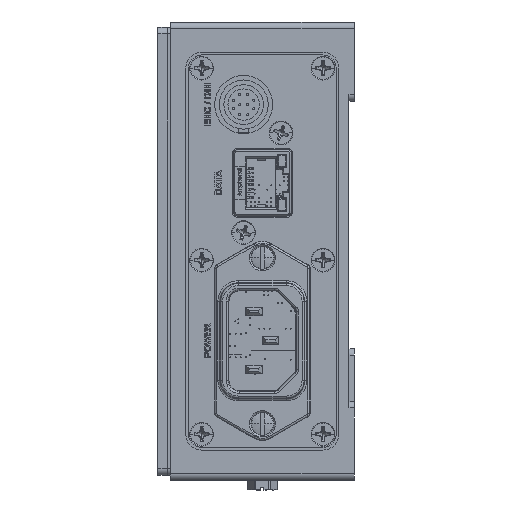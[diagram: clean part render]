
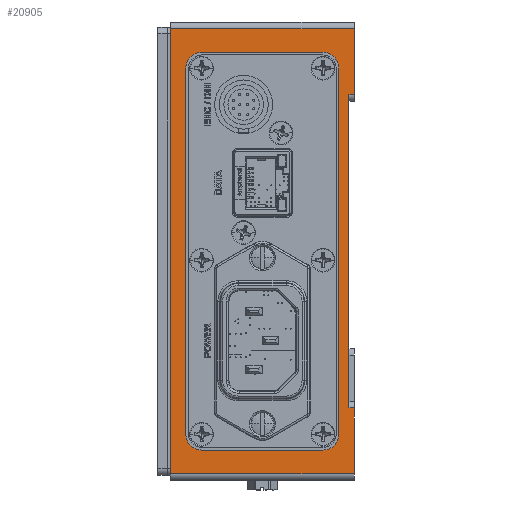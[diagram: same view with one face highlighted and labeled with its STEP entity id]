
A CAD part, left-side view. The second image highlights one B-rep face of the part: STEP entity #20905.
In plain terms, the highlighted planar face has unit normal (-1, 0, 0).
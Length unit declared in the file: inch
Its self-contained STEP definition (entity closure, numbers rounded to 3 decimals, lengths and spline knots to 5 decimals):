
#839 = LINE ( 'NONE', #4449, #14123 ) ;
#903 = CARTESIAN_POINT ( 'NONE',  ( -6.5, -1.44595, -1.4225 ) ) ;
#1137 = ORIENTED_EDGE ( 'NONE', *, *, #65463, .F. ) ;
#1392 = ORIENTED_EDGE ( 'NONE', *, *, #43592, .F. ) ;
#1959 = VERTEX_POINT ( 'NONE', #20783 ) ;
#2086 = CARTESIAN_POINT ( 'NONE',  ( -6.5, -1.44595, 2.1725 ) ) ;
#3063 = VERTEX_POINT ( 'NONE', #16858 ) ;
#3153 = DIRECTION ( 'NONE',  ( 0., 0., -1. ) ) ;
#3320 = AXIS2_PLACEMENT_3D ( 'NONE', #64127, #52931, #19052 ) ;
#4449 = CARTESIAN_POINT ( 'NONE',  ( -6.5, -1.29995, -1.0475 ) ) ;
#5078 = VECTOR ( 'NONE', #39387, 39.37008 ) ;
#5231 = EDGE_CURVE ( 'NONE', #67934, #1959, #7430, .T. ) ;
#5888 = CARTESIAN_POINT ( 'NONE',  ( -6.5, 0.15005, -1.0475 ) ) ;
#6437 = LINE ( 'NONE', #64345, #38307 ) ;
#6483 = VECTOR ( 'NONE', #12328, 39.37008 ) ;
#6997 = DIRECTION ( 'NONE',  ( -1., 0., 0. ) ) ;
#7430 = LINE ( 'NONE', #61340, #35787 ) ;
#7743 = CARTESIAN_POINT ( 'NONE',  ( -6.5, -1.29995, 2.4225 ) ) ;
#7776 = DIRECTION ( 'NONE',  ( 0., 0., -1. ) ) ;
#7959 = DIRECTION ( 'NONE',  ( -1., 0., 0. ) ) ;
#10321 = DIRECTION ( 'NONE',  ( 0., 1., 0. ) ) ;
#10612 = LINE ( 'NONE', #48460, #38942 ) ;
#10988 = EDGE_CURVE ( 'NONE', #45646, #14878, #46974, .T. ) ;
#11263 = CARTESIAN_POINT ( 'NONE',  ( -6.5, 0.15005, -1.0475 ) ) ;
#11568 = DIRECTION ( 'NONE',  ( 0., 0., 1. ) ) ;
#11906 = AXIS2_PLACEMENT_3D ( 'NONE', #60986, #27020, #66707 ) ;
#11930 = CIRCLE ( 'NONE', #24913, 0.15 ) ;
#12328 = DIRECTION ( 'NONE',  ( 0., 0., 1. ) ) ;
#13032 = CARTESIAN_POINT ( 'NONE',  ( -6.5, 0.29605, -1.4225 ) ) ;
#13481 = ORIENTED_EDGE ( 'NONE', *, *, #47475, .F. ) ;
#14123 = VECTOR ( 'NONE', #67130, 39.37008 ) ;
#14203 = CARTESIAN_POINT ( 'NONE',  ( -6.5, -1.14995, -1.0475 ) ) ;
#14334 = FACE_BOUND ( 'NONE', #50674, .T. ) ;
#14878 = VERTEX_POINT ( 'NONE', #903 ) ;
#15327 = CARTESIAN_POINT ( 'NONE',  ( -6.5, 0.00005, 2.5725 ) ) ;
#15539 = ORIENTED_EDGE ( 'NONE', *, *, #21624, .F. ) ;
#16858 = CARTESIAN_POINT ( 'NONE',  ( -6.5, -1.39595, 2.1725 ) ) ;
#17307 = CARTESIAN_POINT ( 'NONE',  ( -6.5, -1.39595, -1.4225 ) ) ;
#19052 = DIRECTION ( 'NONE',  ( 0., 0., -1. ) ) ;
#19387 = CARTESIAN_POINT ( 'NONE',  ( -6.5, -1.14995, 2.5725 ) ) ;
#19911 = DIRECTION ( 'NONE',  ( 0., 0., 1. ) ) ;
#20161 = ORIENTED_EDGE ( 'NONE', *, *, #10988, .T. ) ;
#20195 = LINE ( 'NONE', #73406, #5078 ) ;
#20783 = CARTESIAN_POINT ( 'NONE',  ( -6.5, -1.39595, -0.7975 ) ) ;
#20905 = ADVANCED_FACE ( 'NONE', ( #14334, #32885 ), #41514, .F. ) ;
#21554 = LINE ( 'NONE', #68795, #6483 ) ;
#21624 = EDGE_CURVE ( 'NONE', #25159, #69989, #47113, .T. ) ;
#23316 = CARTESIAN_POINT ( 'NONE',  ( -6.5, -1.44595, 2.1725 ) ) ;
#24313 = LINE ( 'NONE', #63147, #52646 ) ;
#24791 = CARTESIAN_POINT ( 'NONE',  ( -6.5, -1.29995, -1.0475 ) ) ;
#24913 = AXIS2_PLACEMENT_3D ( 'NONE', #41850, #7959, #47591 ) ;
#25159 = VERTEX_POINT ( 'NONE', #7743 ) ;
#25910 = LINE ( 'NONE', #23316, #56053 ) ;
#26651 = CARTESIAN_POINT ( 'NONE',  ( -6.5, -1.44595, 2.1725 ) ) ;
#27020 = DIRECTION ( 'NONE',  ( -1., 0., 0. ) ) ;
#27708 = VECTOR ( 'NONE', #11568, 39.37008 ) ;
#28228 = CARTESIAN_POINT ( 'NONE',  ( -6.5, -1.44595, -0.7975 ) ) ;
#29066 = VERTEX_POINT ( 'NONE', #15327 ) ;
#31213 = VERTEX_POINT ( 'NONE', #73415 ) ;
#32554 = VECTOR ( 'NONE', #7776, 39.37008 ) ;
#32579 = EDGE_LOOP ( 'NONE', ( #20161, #35818, #38299, #70478, #13481, #1392, #65853, #33603 ) ) ;
#32885 = FACE_OUTER_BOUND ( 'NONE', #32579, .T. ) ;
#32995 = CIRCLE ( 'NONE', #53400, 0.15 ) ;
#33342 = AXIS2_PLACEMENT_3D ( 'NONE', #14203, #53773, #19911 ) ;
#33603 = ORIENTED_EDGE ( 'NONE', *, *, #38430, .F. ) ;
#33628 = EDGE_CURVE ( 'NONE', #29066, #67791, #11930, .T. ) ;
#33818 = CARTESIAN_POINT ( 'NONE',  ( -6.5, -1.14995, -1.1975 ) ) ;
#33973 = LINE ( 'NONE', #11263, #62354 ) ;
#33994 = EDGE_CURVE ( 'NONE', #69989, #29066, #24313, .T. ) ;
#34454 = VERTEX_POINT ( 'NONE', #33818 ) ;
#34885 = DIRECTION ( 'NONE',  ( 0., 1., 0. ) ) ;
#35033 = EDGE_CURVE ( 'NONE', #56540, #31213, #32995, .T. ) ;
#35409 = VERTEX_POINT ( 'NONE', #45275 ) ;
#35554 = ORIENTED_EDGE ( 'NONE', *, *, #68642, .F. ) ;
#35787 = VECTOR ( 'NONE', #10321, 39.37008 ) ;
#35818 = ORIENTED_EDGE ( 'NONE', *, *, #69050, .F. ) ;
#36592 = ORIENTED_EDGE ( 'NONE', *, *, #42664, .F. ) ;
#38299 = ORIENTED_EDGE ( 'NONE', *, *, #5231, .T. ) ;
#38307 = VECTOR ( 'NONE', #47457, 39.37008 ) ;
#38430 = EDGE_CURVE ( 'NONE', #45646, #60829, #21554, .T. ) ;
#38638 = EDGE_CURVE ( 'NONE', #1959, #3063, #56072, .T. ) ;
#38942 = VECTOR ( 'NONE', #3153, 39.37008 ) ;
#39387 = DIRECTION ( 'NONE',  ( 0., -1., 0. ) ) ;
#40358 = DIRECTION ( 'NONE',  ( 0., 1., 0. ) ) ;
#40898 = CARTESIAN_POINT ( 'NONE',  ( -6.5, 0.00005, -1.0475 ) ) ;
#41514 = PLANE ( 'NONE',  #3320 ) ;
#41850 = CARTESIAN_POINT ( 'NONE',  ( -6.5, 0.00005, 2.4225 ) ) ;
#42664 = EDGE_CURVE ( 'NONE', #34454, #56175, #51194, .T. ) ;
#42701 = ORIENTED_EDGE ( 'NONE', *, *, #33628, .F. ) ;
#42990 = CARTESIAN_POINT ( 'NONE',  ( -6.5, 0.29605, 2.7975 ) ) ;
#43592 = EDGE_CURVE ( 'NONE', #35409, #56813, #47647, .T. ) ;
#43847 = EDGE_CURVE ( 'NONE', #31213, #34454, #20195, .T. ) ;
#45170 = VECTOR ( 'NONE', #52614, 39.37008 ) ;
#45275 = CARTESIAN_POINT ( 'NONE',  ( -6.5, -1.44595, 2.7975 ) ) ;
#45646 = VERTEX_POINT ( 'NONE', #64257 ) ;
#46613 = DIRECTION ( 'NONE',  ( 0., 0., 1. ) ) ;
#46974 = LINE ( 'NONE', #13032, #45170 ) ;
#47113 = CIRCLE ( 'NONE', #11906, 0.15 ) ;
#47457 = DIRECTION ( 'NONE',  ( 0., -1., 0. ) ) ;
#47475 = EDGE_CURVE ( 'NONE', #56813, #3063, #25910, .T. ) ;
#47591 = DIRECTION ( 'NONE',  ( 0., 0., -1. ) ) ;
#47647 = LINE ( 'NONE', #2086, #32554 ) ;
#48417 = ORIENTED_EDGE ( 'NONE', *, *, #43847, .F. ) ;
#48460 = CARTESIAN_POINT ( 'NONE',  ( -6.5, -1.44595, -1.4225 ) ) ;
#50674 = EDGE_LOOP ( 'NONE', ( #35554, #36592, #48417, #59088, #1137, #42701, #54929, #15539 ) ) ;
#51194 = CIRCLE ( 'NONE', #33342, 0.15 ) ;
#52614 = DIRECTION ( 'NONE',  ( 0., -1., 0. ) ) ;
#52646 = VECTOR ( 'NONE', #34885, 39.37008 ) ;
#52931 = DIRECTION ( 'NONE',  ( 1., 0., 0. ) ) ;
#53400 = AXIS2_PLACEMENT_3D ( 'NONE', #40898, #6997, #46613 ) ;
#53773 = DIRECTION ( 'NONE',  ( -1., 0., 0. ) ) ;
#54929 = ORIENTED_EDGE ( 'NONE', *, *, #33994, .F. ) ;
#55366 = EDGE_CURVE ( 'NONE', #60829, #35409, #6437, .T. ) ;
#56053 = VECTOR ( 'NONE', #40358, 39.37008 ) ;
#56072 = LINE ( 'NONE', #17307, #27708 ) ;
#56175 = VERTEX_POINT ( 'NONE', #24791 ) ;
#56540 = VERTEX_POINT ( 'NONE', #5888 ) ;
#56813 = VERTEX_POINT ( 'NONE', #26651 ) ;
#59088 = ORIENTED_EDGE ( 'NONE', *, *, #35033, .F. ) ;
#60829 = VERTEX_POINT ( 'NONE', #42990 ) ;
#60986 = CARTESIAN_POINT ( 'NONE',  ( -6.5, -1.14995, 2.4225 ) ) ;
#61340 = CARTESIAN_POINT ( 'NONE',  ( -6.5, -1.44595, -0.7975 ) ) ;
#62288 = DIRECTION ( 'NONE',  ( 0., 0., -1. ) ) ;
#62354 = VECTOR ( 'NONE', #62288, 39.37008 ) ;
#63147 = CARTESIAN_POINT ( 'NONE',  ( -6.5, 0.00005, 2.5725 ) ) ;
#64127 = CARTESIAN_POINT ( 'NONE',  ( -6.5, 0.29605, -1.4225 ) ) ;
#64257 = CARTESIAN_POINT ( 'NONE',  ( -6.5, 0.29605, -1.4225 ) ) ;
#64345 = CARTESIAN_POINT ( 'NONE',  ( -6.5, 0.29605, 2.7975 ) ) ;
#65463 = EDGE_CURVE ( 'NONE', #67791, #56540, #33973, .T. ) ;
#65853 = ORIENTED_EDGE ( 'NONE', *, *, #55366, .F. ) ;
#66442 = CARTESIAN_POINT ( 'NONE',  ( -6.5, 0.15005, 2.4225 ) ) ;
#66707 = DIRECTION ( 'NONE',  ( 0., 0., 1. ) ) ;
#67130 = DIRECTION ( 'NONE',  ( 0., 0., 1. ) ) ;
#67791 = VERTEX_POINT ( 'NONE', #66442 ) ;
#67934 = VERTEX_POINT ( 'NONE', #28228 ) ;
#68642 = EDGE_CURVE ( 'NONE', #56175, #25159, #839, .T. ) ;
#68795 = CARTESIAN_POINT ( 'NONE',  ( -6.5, 0.29605, -1.4225 ) ) ;
#69050 = EDGE_CURVE ( 'NONE', #67934, #14878, #10612, .T. ) ;
#69989 = VERTEX_POINT ( 'NONE', #19387 ) ;
#70478 = ORIENTED_EDGE ( 'NONE', *, *, #38638, .T. ) ;
#73406 = CARTESIAN_POINT ( 'NONE',  ( -6.5, 0.00005, -1.1975 ) ) ;
#73415 = CARTESIAN_POINT ( 'NONE',  ( -6.5, 0.00005, -1.1975 ) ) ;
